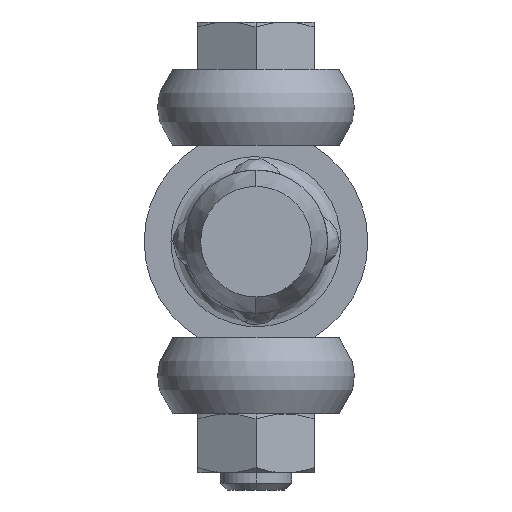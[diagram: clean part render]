
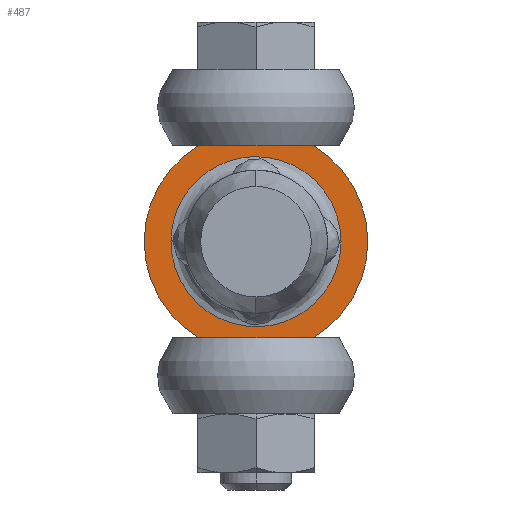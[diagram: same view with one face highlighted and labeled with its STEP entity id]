
A CAD part, left-side view. The second image highlights one B-rep face of the part: STEP entity #487.
In plain terms, the highlighted planar face has unit normal (-1, 0, 0).
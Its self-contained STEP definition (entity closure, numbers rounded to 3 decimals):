
#487=ADVANCED_FACE('',(#999,#1000),#1001,.T.);
#999=FACE_BOUND('',#3128,.T.);
#1000=FACE_OUTER_BOUND('',#3129,.T.);
#1001=PLANE('',#3130);
#3128=EDGE_LOOP('',(#4757,#4758));
#3129=EDGE_LOOP('',(#4759,#4760,#4761,#4762));
#3130=AXIS2_PLACEMENT_3D('',#4763,#4764,#4765);
#4757=ORIENTED_EDGE('',*,*,#5511,.F.);
#4758=ORIENTED_EDGE('',*,*,#5252,.F.);
#4759=ORIENTED_EDGE('',*,*,#5506,.T.);
#4760=ORIENTED_EDGE('',*,*,#5317,.T.);
#4761=ORIENTED_EDGE('',*,*,#5502,.T.);
#4762=ORIENTED_EDGE('',*,*,#5372,.T.);
#4763=CARTESIAN_POINT('',(0.,-11.,0.));
#4764=DIRECTION('',(-1.0,0.0,0.0));
#4765=DIRECTION('',(0.0,0.0,1.0));
#5252=EDGE_CURVE('',#6005,#6008,#6009,.T.);
#5317=EDGE_CURVE('',#6102,#6107,#6109,.T.);
#5372=EDGE_CURVE('',#6180,#6178,#6181,.T.);
#5502=EDGE_CURVE('',#6107,#6180,#6335,.T.);
#5506=EDGE_CURVE('',#6178,#6102,#6339,.T.);
#5511=EDGE_CURVE('',#6008,#6005,#6344,.T.);
#6005=VERTEX_POINT('',#7589);
#6008=VERTEX_POINT('',#7592);
#6009=(B_SPLINE_CURVE(3,(#7594,#7595,#7596,#7597),.UNSPECIFIED.,.F.,.F.)B_SPLINE_CURVE_WITH_KNOTS((4,4),(0.5,1.0),.UNSPECIFIED.)RATIONAL_B_SPLINE_CURVE((1.0,0.333,0.333,1.0))BOUNDED_CURVE()REPRESENTATION_ITEM('')GEOMETRIC_REPRESENTATION_ITEM()CURVE());
#6102=VERTEX_POINT('',#7951);
#6107=VERTEX_POINT('',#7957);
#6109=CIRCLE('',#7960,12.5);
#6178=VERTEX_POINT('',#8171);
#6180=VERTEX_POINT('',#8174);
#6181=CIRCLE('',#8175,12.5);
#6335=LINE('',#8663,#8664);
#6339=LINE('',#8668,#8669);
#6344=(B_SPLINE_CURVE(3,(#8675,#8676,#8677,#8678),.UNSPECIFIED.,.F.,.F.)B_SPLINE_CURVE_WITH_KNOTS((4,4),(0.0,0.5),.UNSPECIFIED.)RATIONAL_B_SPLINE_CURVE((1.0,0.333,0.333,1.0))BOUNDED_CURVE()REPRESENTATION_ITEM('')GEOMETRIC_REPRESENTATION_ITEM()CURVE());
#7589=CARTESIAN_POINT('',(0.,9.5,0.));
#7592=CARTESIAN_POINT('',(0.,-9.5,0.));
#7594=CARTESIAN_POINT('',(0.,9.5,0.));
#7595=CARTESIAN_POINT('',(0.,9.5,-19.0));
#7596=CARTESIAN_POINT('',(0.,-9.5,-19.0));
#7597=CARTESIAN_POINT('',(0.,-9.5,0.));
#7951=CARTESIAN_POINT('',(0.,-6.379,-10.75));
#7957=CARTESIAN_POINT('',(0.,-6.379,10.75));
#7960=AXIS2_PLACEMENT_3D('',#9135,#9136,#9137);
#8171=CARTESIAN_POINT('',(0.,6.379,-10.75));
#8174=CARTESIAN_POINT('',(0.,6.379,10.75));
#8175=AXIS2_PLACEMENT_3D('',#9194,#9195,#9196);
#8663=CARTESIAN_POINT('',(0.,-11.,10.75));
#8664=VECTOR('',#9325,1000.0);
#8668=CARTESIAN_POINT('',(0.,-11.,-10.75));
#8669=VECTOR('',#9329,1000.0);
#8675=CARTESIAN_POINT('',(0.,-9.5,0.));
#8676=CARTESIAN_POINT('',(0.,-9.5,19.));
#8677=CARTESIAN_POINT('',(0.,9.5,19.));
#8678=CARTESIAN_POINT('',(0.,9.5,0.));
#9135=CARTESIAN_POINT('',(0.,0.,0.));
#9136=DIRECTION('',(-1.0,0.0,0.0));
#9137=DIRECTION('',(0.0,0.0,-1.0));
#9194=CARTESIAN_POINT('',(0.,0.,0.));
#9195=DIRECTION('',(-1.0,0.0,0.0));
#9196=DIRECTION('',(0.0,0.0,-1.0));
#9325=DIRECTION('',(0.0,1.0,0.0));
#9329=DIRECTION('',(0.0,-1.0,0.0));
